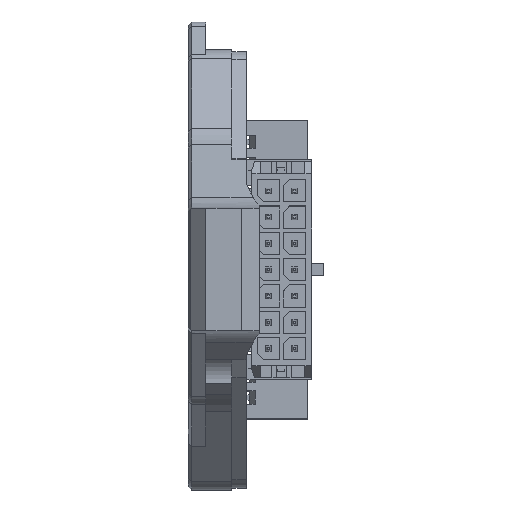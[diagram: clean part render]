
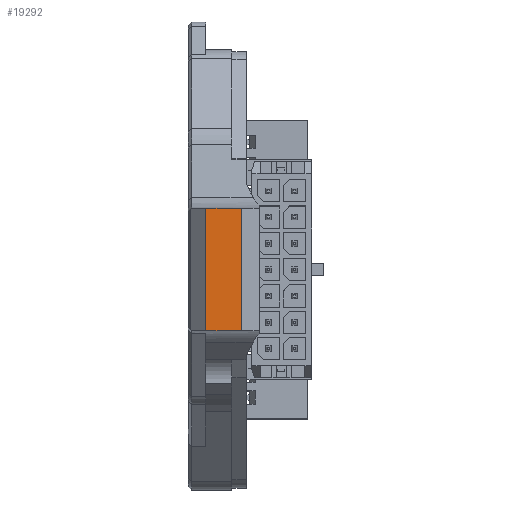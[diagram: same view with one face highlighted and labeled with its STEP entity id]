
A CAD part, top view. The second image highlights one B-rep face of the part: STEP entity #19292.
In plain terms, the highlighted face is planar.
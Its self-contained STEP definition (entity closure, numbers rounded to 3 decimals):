
#1570=FACE_OUTER_BOUND('',#2720,.T.);
#2720=EDGE_LOOP('',(#17123,#17124,#17125,#17126));
#5049=LINE('',#30681,#7467);
#5053=LINE('',#30691,#7471);
#5059=LINE('',#30703,#7477);
#5061=LINE('',#30706,#7479);
#7467=VECTOR('',#25276,10.);
#7471=VECTOR('',#25286,10.);
#7477=VECTOR('',#25294,10.);
#7479=VECTOR('',#25298,10.);
#9174=VERTEX_POINT('',#30674);
#9177=VERTEX_POINT('',#30679);
#9180=VERTEX_POINT('',#30690);
#9185=VERTEX_POINT('',#30702);
#11751=EDGE_CURVE('',#9177,#9174,#5049,.T.);
#11756=EDGE_CURVE('',#9174,#9180,#5053,.T.);
#11762=EDGE_CURVE('',#9180,#9185,#5059,.T.);
#11764=EDGE_CURVE('',#9177,#9185,#5061,.T.);
#17123=ORIENTED_EDGE('',*,*,#11751,.F.);
#17124=ORIENTED_EDGE('',*,*,#11764,.T.);
#17125=ORIENTED_EDGE('',*,*,#11762,.F.);
#17126=ORIENTED_EDGE('',*,*,#11756,.F.);
#18039=PLANE('',#20601);
#19292=ADVANCED_FACE('',(#1570),#18039,.T.);
#20601=AXIS2_PLACEMENT_3D('',#30910,#25538,#25539);
#25276=DIRECTION('',(-1.,0.,0.));
#25286=DIRECTION('',(0.,0.,-1.));
#25294=DIRECTION('',(1.,0.,0.));
#25298=DIRECTION('',(0.,0.,-1.));
#25538=DIRECTION('center_axis',(0.,1.,0.));
#25539=DIRECTION('ref_axis',(1.,0.,0.));
#30674=CARTESIAN_POINT('',(-7.,31.2,1.1));
#30679=CARTESIAN_POINT('',(7.,31.2,1.1));
#30681=CARTESIAN_POINT('',(-3.5,31.2,1.1));
#30690=CARTESIAN_POINT('',(-7.,31.2,-3.));
#30691=CARTESIAN_POINT('',(-7.,31.2,0.));
#30702=CARTESIAN_POINT('',(7.,31.2,-3.));
#30703=CARTESIAN_POINT('',(-3.5,31.2,-3.));
#30706=CARTESIAN_POINT('',(7.,31.2,0.));
#30910=CARTESIAN_POINT('Origin',(-7.,31.2,0.));
